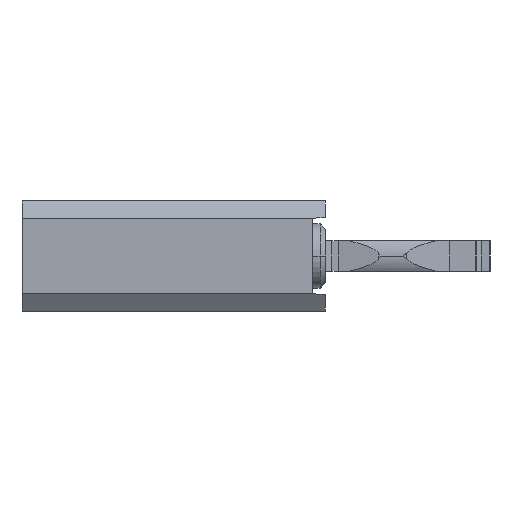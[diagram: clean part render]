
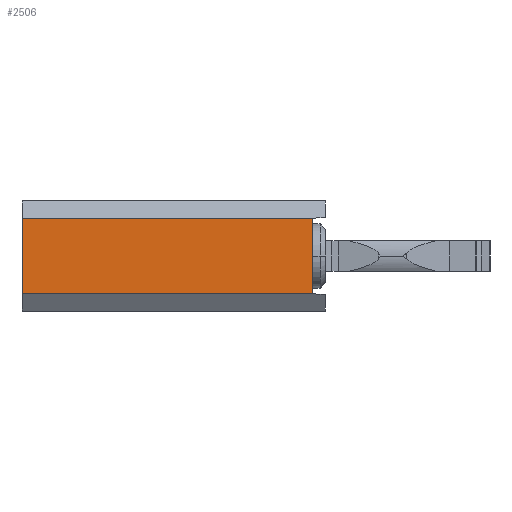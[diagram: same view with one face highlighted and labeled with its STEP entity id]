
A CAD part, left-side view. The second image highlights one B-rep face of the part: STEP entity #2506.
In plain terms, the highlighted planar face has unit normal (-1, 0, 0).
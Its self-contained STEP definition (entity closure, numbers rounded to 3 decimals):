
#2506=ADVANCED_FACE('',(#5052),#5053,.T.);
#5052=FACE_OUTER_BOUND('',#7595,.T.);
#5053=PLANE('',#7596);
#7595=EDGE_LOOP('',(#15046,#15047,#15048,#15049));
#7596=AXIS2_PLACEMENT_3D('',#15050,#15051,#15052);
#15046=ORIENTED_EDGE('',*,*,#17631,.T.);
#15047=ORIENTED_EDGE('',*,*,#18004,.T.);
#15048=ORIENTED_EDGE('',*,*,#17890,.T.);
#15049=ORIENTED_EDGE('',*,*,#18006,.F.);
#15050=CARTESIAN_POINT('',(-12.7,0.,0.));
#15051=DIRECTION('',(-1.0,0.0,0.0));
#15052=DIRECTION('',(0.0,0.,1.0));
#17631=EDGE_CURVE('',#21672,#21582,#21673,.T.);
#17890=EDGE_CURVE('',#22056,#22054,#22057,.T.);
#18004=EDGE_CURVE('',#21582,#22056,#22206,.T.);
#18006=EDGE_CURVE('',#21672,#22054,#22208,.T.);
#21582=VERTEX_POINT('',#27906);
#21672=VERTEX_POINT('',#28041);
#21673=LINE('',#28042,#28043);
#22054=VERTEX_POINT('',#28618);
#22056=VERTEX_POINT('',#28621);
#22057=LINE('',#28622,#28623);
#22206=LINE('',#28843,#28844);
#22208=LINE('',#28846,#28847);
#27906=CARTESIAN_POINT('',(-12.7,0.3,0.87));
#28041=CARTESIAN_POINT('',(-12.7,0.3,-0.87));
#28042=CARTESIAN_POINT('',(-12.7,0.3,0.));
#28043=VECTOR('',#31787,1.0);
#28618=CARTESIAN_POINT('',(-12.7,7.0,-0.87));
#28621=CARTESIAN_POINT('',(-12.7,7.0,0.87));
#28622=CARTESIAN_POINT('',(-12.7,7.0,0.87));
#28623=VECTOR('',#31983,1.0);
#28843=CARTESIAN_POINT('',(-12.7,0.,0.87));
#28844=VECTOR('',#32055,1.0);
#28846=CARTESIAN_POINT('',(-12.7,0.,-0.87));
#28847=VECTOR('',#32056,1.0);
#31787=DIRECTION('',(0.0,-0.0,1.0));
#31983=DIRECTION('',(0.0,0.,-1.0));
#32055=DIRECTION('',(0.0,1.0,0.));
#32056=DIRECTION('',(0.0,1.0,0.));
